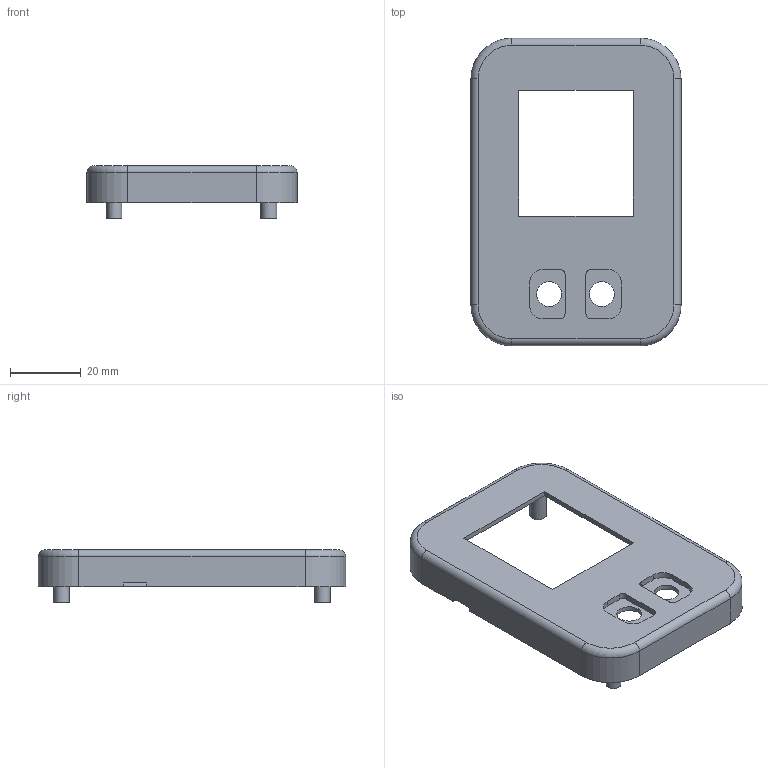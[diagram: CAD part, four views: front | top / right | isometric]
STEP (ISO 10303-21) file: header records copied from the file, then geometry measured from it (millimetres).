
FILE_DESCRIPTION(('FreeCAD Model'),'2;1');
FILE_NAME('Open CASCADE Shape Model','2025-11-12T09:11:22',(''),(''), 'Open CASCADE STEP processor 7.8','FreeCAD','Unknown');
FILE_SCHEMA(('AUTOMOTIVE_DESIGN { 1 0 10303 214 1 1 1 1 }'));
Length unit declared in the file: millimetre
Products named in the file (1): dev-version-pocket
Bounding box: 59.2 x 86.7 x 14.88 mm (x, y, z)
Volume: 15958.9 mm3; surface area: 13677.4 mm2
Topology: 1 solids, 1 shells, 88 faces, 222 edges, 144 vertices
Faces by surface type: plane 46, cylinder 33, torus 4, bspline 3, cone 2
Full cylindrical faces by diameter (mm): 1.8 x4, 4.15 x1, 4.27 x1, 4.48 x1, 4.61 x1, 7 x2
Entity records: 2716 total; most frequent: CARTESIAN_POINT 500, DIRECTION 470, ORIENTED_EDGE 444, EDGE_CURVE 222, AXIS2_PLACEMENT_3D 170, VERTEX_POINT 144, LINE 130, VECTOR 130
